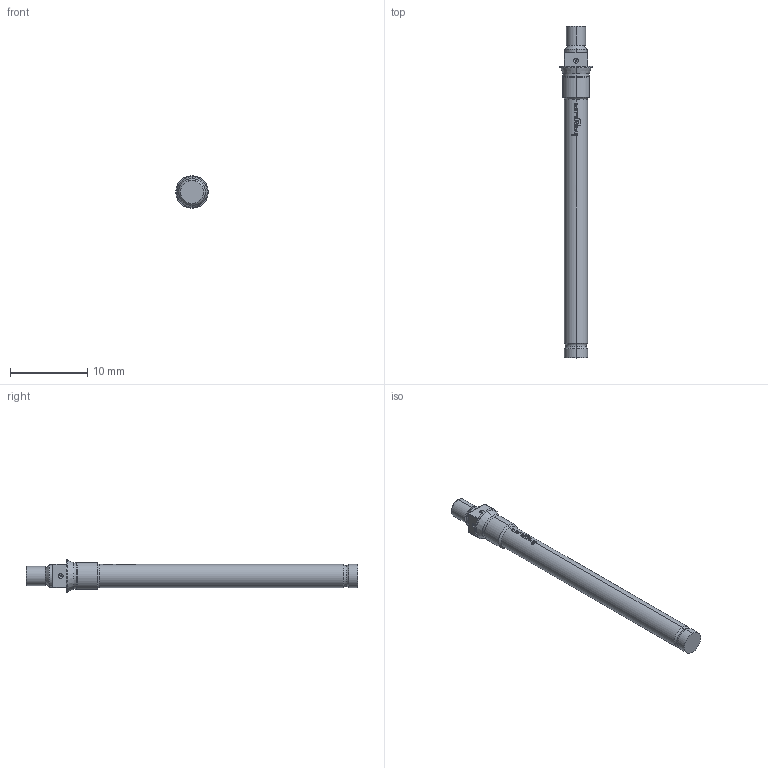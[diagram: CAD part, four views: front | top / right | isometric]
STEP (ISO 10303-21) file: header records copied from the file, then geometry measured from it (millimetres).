
FILE_DESCRIPTION (( 'STEP AP203' ), '1' );
FILE_NAME ('INGUN_PKS-388_302_250_A_xx02_M.STEP', '2022-02-28T07:29:02', ( 'ochi' ), ( '' ), 'SwSTEP 2.0', 'SolidWorks 2018', '' );
FILE_SCHEMA (( 'CONFIG_CONTROL_DESIGN' ));
Length unit declared in the file: millimetre
Products named in the file (1): INGUN_PKS-388_302_250_A_xx02_M
Bounding box: 4.2 x 43.1 x 4.2 mm (x, y, z)
Volume: 312.4 mm3; surface area: 439.6 mm2
Topology: 1 solids, 1 shells, 134 faces, 352 edges, 228 vertices
Faces by surface type: plane 57, cylinder 33, bspline 30, cone 8, torus 6
Entity records: 5097 total; most frequent: CARTESIAN_POINT 1887, ORIENTED_EDGE 704, DIRECTION 594, EDGE_CURVE 352, AXIS2_PLACEMENT_3D 239, VERTEX_POINT 228, EDGE_LOOP 142, ADVANCED_FACE 134
